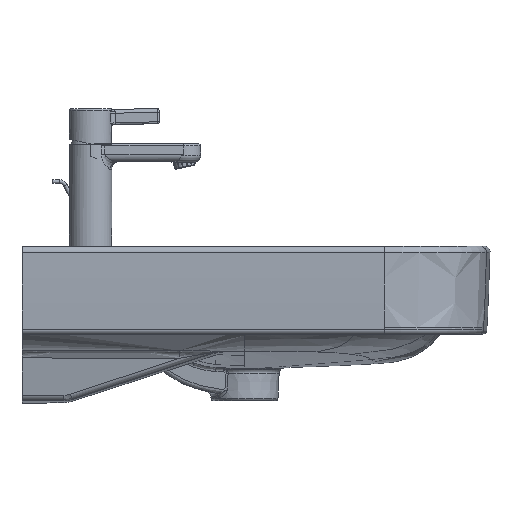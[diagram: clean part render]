
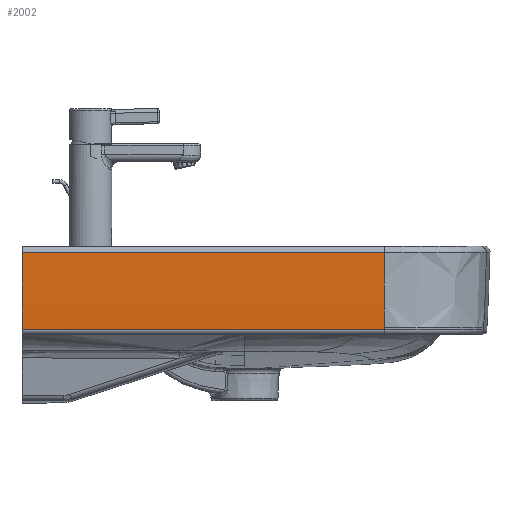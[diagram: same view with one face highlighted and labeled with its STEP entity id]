
A CAD part, front view. The second image highlights one B-rep face of the part: STEP entity #2002.
In plain terms, the highlighted cylindrical face has radius 2000 mm (diameter 4000 mm), a partial arc.
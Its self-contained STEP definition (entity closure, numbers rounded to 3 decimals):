
#825=CARTESIAN_POINT('',(-240.0,-596.87,-90.286));
#826=VERTEX_POINT('',#825);
#834=CARTESIAN_POINT('',(-240.0,-597.,-88.));
#835=VERTEX_POINT('',#834);
#836=CARTESIAN_POINT('',(-240.0,1399.855,24.126));
#837=DIRECTION('',(-1.,0.0,0.0));
#838=DIRECTION('',(0.0,-0.998,-0.056));
#839=AXIS2_PLACEMENT_3D('',#836,#837,#838);
#840=CIRCLE('',#839,2000.);
#841=EDGE_CURVE('',#835,#826,#840,.F.);
#843=CARTESIAN_POINT('',(-240.0,-599.902,-7.109));
#844=VERTEX_POINT('',#843);
#845=CARTESIAN_POINT('',(-240.0,1399.854,24.126));
#846=DIRECTION('',(-1.,0.0,0.0));
#847=DIRECTION('',(0.0,-1.,-0.016));
#848=AXIS2_PLACEMENT_3D('',#845,#846,#847);
#849=CIRCLE('',#848,2000.);
#850=EDGE_CURVE('',#835,#844,#849,.T.);
#1961=CARTESIAN_POINT('',(-44.508,1399.854,24.126));
#1962=DIRECTION('',(-1.0,0.0,0.0));
#1963=DIRECTION('',(0.0,-0.998,-0.056));
#1964=AXIS2_PLACEMENT_3D('',#1961,#1962,#1963);
#1965=CYLINDRICAL_SURFACE('',#1964,2000.0);
#1966=ORIENTED_EDGE('',*,*,#850,.F.);
#1967=ORIENTED_EDGE('',*,*,#841,.T.);
#1968=CARTESIAN_POINT('',(150.983,-596.87,-90.286));
#1969=VERTEX_POINT('',#1968);
#1970=CARTESIAN_POINT('',(-240.0,-596.87,-90.286));
#1971=DIRECTION('',(1.0,0.0,0.0));
#1972=VECTOR('',#1971,390.983);
#1973=LINE('',#1970,#1972);
#1974=EDGE_CURVE('',#826,#1969,#1973,.T.);
#1975=ORIENTED_EDGE('',*,*,#1974,.T.);
#1976=CARTESIAN_POINT('',(150.983,-597.,-88.));
#1977=VERTEX_POINT('',#1976);
#1978=CARTESIAN_POINT('',(150.983,1399.854,24.126));
#1979=DIRECTION('',(1.,0.0,0.0));
#1980=DIRECTION('',(0.0,-0.998,-0.057));
#1981=AXIS2_PLACEMENT_3D('',#1978,#1979,#1980);
#1982=CIRCLE('',#1981,1999.999);
#1983=EDGE_CURVE('',#1977,#1969,#1982,.T.);
#1984=ORIENTED_EDGE('',*,*,#1983,.F.);
#1985=CARTESIAN_POINT('',(150.983,-599.902,-7.109));
#1986=VERTEX_POINT('',#1985);
#1987=CARTESIAN_POINT('',(150.983,1399.854,24.126));
#1988=DIRECTION('',(-1.0,0.0,0.0));
#1989=DIRECTION('',(0.0,1.0,0.0));
#1990=AXIS2_PLACEMENT_3D('',#1987,#1988,#1989);
#1991=CIRCLE('',#1990,2000.0);
#1992=EDGE_CURVE('',#1977,#1986,#1991,.T.);
#1993=ORIENTED_EDGE('',*,*,#1992,.T.);
#1994=CARTESIAN_POINT('',(150.983,-599.902,-7.109));
#1995=DIRECTION('',(-1.0,0.0,0.0));
#1996=VECTOR('',#1995,390.983);
#1997=LINE('',#1994,#1996);
#1998=EDGE_CURVE('',#844,#1986,#1997,.F.);
#1999=ORIENTED_EDGE('',*,*,#1998,.F.);
#2000=EDGE_LOOP('',(#1966,#1967,#1975,#1984,#1993,#1999));
#2001=FACE_OUTER_BOUND('',#2000,.T.);
#2002=ADVANCED_FACE('',(#2001),#1965,.T.);
